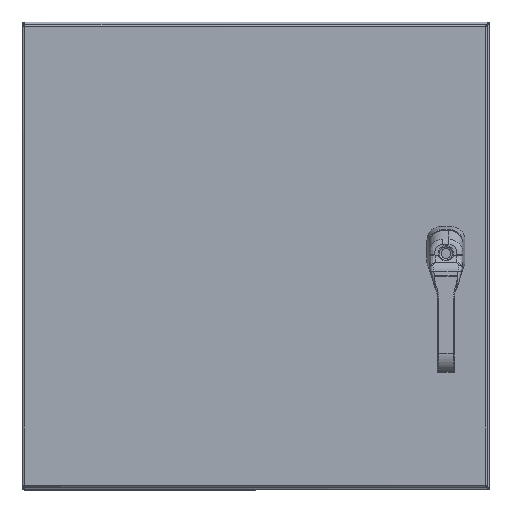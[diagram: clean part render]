
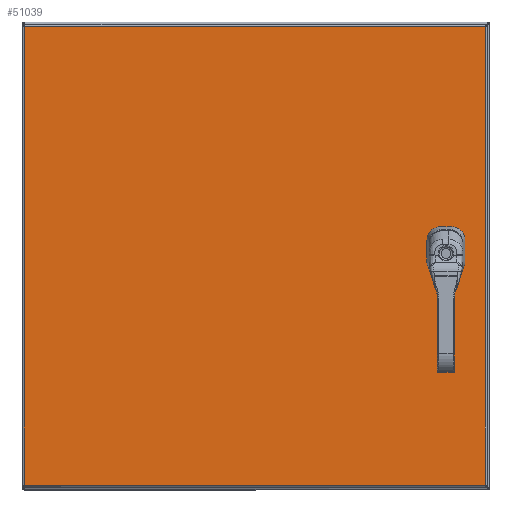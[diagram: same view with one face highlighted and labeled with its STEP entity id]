
A CAD part, top view. The second image highlights one B-rep face of the part: STEP entity #51039.
In plain terms, the highlighted planar face has unit normal (0, 0, 1).
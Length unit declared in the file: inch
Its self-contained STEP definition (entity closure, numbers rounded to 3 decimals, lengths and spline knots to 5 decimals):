
#426 = EDGE_LOOP ( 'NONE', ( #41696, #23503, #72517, #13906, #42215, #35954, #82581, #56951 ) ) ;
#902 = CIRCLE ( 'NONE', #35851, 0.453 ) ;
#3146 = ORIENTED_EDGE ( 'NONE', *, *, #41755, .F. ) ;
#3917 = LINE ( 'NONE', #8120, #33204 ) ;
#5347 = CARTESIAN_POINT ( 'NONE',  ( 22.15, 11.78738, 12.9175 ) ) ;
#7334 = LINE ( 'NONE', #28144, #34275 ) ;
#8120 = CARTESIAN_POINT ( 'NONE',  ( 0.10525, 12., 12.9175 ) ) ;
#8925 = ORIENTED_EDGE ( 'NONE', *, *, #34118, .F. ) ;
#9574 = CIRCLE ( 'NONE', #32546, 0.453 ) ;
#12481 = EDGE_CURVE ( 'NONE', #75480, #20756, #9574, .T. ) ;
#12566 = EDGE_CURVE ( 'NONE', #46026, #63689, #7334, .T. ) ;
#13906 = ORIENTED_EDGE ( 'NONE', *, *, #53172, .F. ) ;
#15956 = CARTESIAN_POINT ( 'NONE',  ( 0.10525, 0.23025, 12.9175 ) ) ;
#15999 = VERTEX_POINT ( 'NONE', #63105 ) ;
#17710 = LINE ( 'NONE', #35354, #77382 ) ;
#17718 = VERTEX_POINT ( 'NONE', #15956 ) ;
#18085 = EDGE_CURVE ( 'NONE', #20756, #36570, #17710, .T. ) ;
#18406 = CARTESIAN_POINT ( 'NONE',  ( 21.96262, 11.6, 12.9175 ) ) ;
#19143 = LINE ( 'NONE', #49559, #79725 ) ;
#20744 = DIRECTION ( 'NONE',  ( -1., 0., 0. ) ) ;
#20756 = VERTEX_POINT ( 'NONE', #50359 ) ;
#22649 = DIRECTION ( 'NONE',  ( -1., 0., 0. ) ) ;
#23503 = ORIENTED_EDGE ( 'NONE', *, *, #12481, .F. ) ;
#25072 = CARTESIAN_POINT ( 'NONE',  ( 22.15, 12.21262, 12.9175 ) ) ;
#27211 = CARTESIAN_POINT ( 'NONE',  ( 11.9375, 23.76975, 12.9175 ) ) ;
#28144 = CARTESIAN_POINT ( 'NONE',  ( 23.76975, 12., 12.9175 ) ) ;
#28977 = CIRCLE ( 'NONE', #59835, 0.453 ) ;
#32546 = AXIS2_PLACEMENT_3D ( 'NONE', #61553, #68752, #83181 ) ;
#33204 = VECTOR ( 'NONE', #50901, 39.37008 ) ;
#34118 = EDGE_CURVE ( 'NONE', #17718, #15999, #3917, .T. ) ;
#34275 = VECTOR ( 'NONE', #43532, 39.37008 ) ;
#34717 = LINE ( 'NONE', #89328, #58438 ) ;
#35354 = CARTESIAN_POINT ( 'NONE',  ( 11.9375, 12.4, 12.9175 ) ) ;
#35402 = VERTEX_POINT ( 'NONE', #46613 ) ;
#35717 = PLANE ( 'NONE',  #78434 ) ;
#35851 = AXIS2_PLACEMENT_3D ( 'NONE', #92586, #50140, #71210 ) ;
#35954 = ORIENTED_EDGE ( 'NONE', *, *, #43778, .F. ) ;
#36570 = VERTEX_POINT ( 'NONE', #81674 ) ;
#37203 = VERTEX_POINT ( 'NONE', #18406 ) ;
#37838 = VERTEX_POINT ( 'NONE', #93150 ) ;
#38333 = VECTOR ( 'NONE', #78442, 39.37008 ) ;
#40682 = CARTESIAN_POINT ( 'NONE',  ( 23.76975, 0.23025, 12.9175 ) ) ;
#41696 = ORIENTED_EDGE ( 'NONE', *, *, #18085, .F. ) ;
#41755 = EDGE_CURVE ( 'NONE', #15999, #46026, #54529, .T. ) ;
#42215 = ORIENTED_EDGE ( 'NONE', *, *, #88916, .F. ) ;
#43532 = DIRECTION ( 'NONE',  ( 0., -1., 0. ) ) ;
#43714 = CARTESIAN_POINT ( 'NONE',  ( 21.75, 12., 12.9175 ) ) ;
#43778 = EDGE_CURVE ( 'NONE', #37838, #52928, #28977, .T. ) ;
#46026 = VERTEX_POINT ( 'NONE', #66894 ) ;
#46613 = CARTESIAN_POINT ( 'NONE',  ( 21.35, 12.21262, 12.9175 ) ) ;
#47238 = CIRCLE ( 'NONE', #88809, 0.453 ) ;
#47623 = EDGE_CURVE ( 'NONE', #35402, #37838, #63545, .T. ) ;
#49559 = CARTESIAN_POINT ( 'NONE',  ( 11.9375, 11.6, 12.9175 ) ) ;
#50140 = DIRECTION ( 'NONE',  ( 0., 0., 1. ) ) ;
#50252 = DIRECTION ( 'NONE',  ( -1., 0., 0. ) ) ;
#50359 = CARTESIAN_POINT ( 'NONE',  ( 21.96262, 12.4, 12.9175 ) ) ;
#50901 = DIRECTION ( 'NONE',  ( 0., 1., 0. ) ) ;
#51004 = DIRECTION ( 'NONE',  ( 0., 0., 1. ) ) ;
#51039 = ADVANCED_FACE ( 'NONE', ( #90309, #71231 ), #35717, .F. ) ;
#52322 = EDGE_CURVE ( 'NONE', #36570, #35402, #47238, .T. ) ;
#52928 = VERTEX_POINT ( 'NONE', #81522 ) ;
#53172 = EDGE_CURVE ( 'NONE', #37203, #62714, #902, .T. ) ;
#54529 = LINE ( 'NONE', #27211, #90472 ) ;
#56002 = DIRECTION ( 'NONE',  ( 0., 0., 1. ) ) ;
#56826 = DIRECTION ( 'NONE',  ( -1., 0., 0. ) ) ;
#56951 = ORIENTED_EDGE ( 'NONE', *, *, #52322, .F. ) ;
#58438 = VECTOR ( 'NONE', #68240, 39.37008 ) ;
#59835 = AXIS2_PLACEMENT_3D ( 'NONE', #77304, #56002, #20744 ) ;
#61553 = CARTESIAN_POINT ( 'NONE',  ( 21.75, 12., 12.9175 ) ) ;
#62714 = VERTEX_POINT ( 'NONE', #5347 ) ;
#63105 = CARTESIAN_POINT ( 'NONE',  ( 0.10525, 23.76975, 12.9175 ) ) ;
#63545 = LINE ( 'NONE', #73464, #90476 ) ;
#63689 = VERTEX_POINT ( 'NONE', #40682 ) ;
#64037 = CARTESIAN_POINT ( 'NONE',  ( 11.9375, 0.23025, 12.9175 ) ) ;
#66894 = CARTESIAN_POINT ( 'NONE',  ( 23.76975, 23.76975, 12.9175 ) ) ;
#68240 = DIRECTION ( 'NONE',  ( 0., 1., 0. ) ) ;
#68634 = EDGE_CURVE ( 'NONE', #62714, #75480, #34717, .T. ) ;
#68752 = DIRECTION ( 'NONE',  ( 0., 0., 1. ) ) ;
#69364 = EDGE_CURVE ( 'NONE', #63689, #17718, #73280, .T. ) ;
#71210 = DIRECTION ( 'NONE',  ( -1., 0., 0. ) ) ;
#71231 = FACE_OUTER_BOUND ( 'NONE', #92038, .T. ) ;
#72517 = ORIENTED_EDGE ( 'NONE', *, *, #68634, .F. ) ;
#73280 = LINE ( 'NONE', #64037, #38333 ) ;
#73464 = CARTESIAN_POINT ( 'NONE',  ( 21.35, 12., 12.9175 ) ) ;
#75480 = VERTEX_POINT ( 'NONE', #25072 ) ;
#77304 = CARTESIAN_POINT ( 'NONE',  ( 21.75, 12., 12.9175 ) ) ;
#77382 = VECTOR ( 'NONE', #56826, 39.37008 ) ;
#77507 = DIRECTION ( 'NONE',  ( 1., 0., 0. ) ) ;
#78434 = AXIS2_PLACEMENT_3D ( 'NONE', #79128, #86077, #50252 ) ;
#78442 = DIRECTION ( 'NONE',  ( -1., 0., 0. ) ) ;
#79128 = CARTESIAN_POINT ( 'NONE',  ( 11.9375, 12., 12.9175 ) ) ;
#79725 = VECTOR ( 'NONE', #92339, 39.37008 ) ;
#81522 = CARTESIAN_POINT ( 'NONE',  ( 21.53738, 11.6, 12.9175 ) ) ;
#81674 = CARTESIAN_POINT ( 'NONE',  ( 21.53738, 12.4, 12.9175 ) ) ;
#82581 = ORIENTED_EDGE ( 'NONE', *, *, #47623, .F. ) ;
#82653 = ORIENTED_EDGE ( 'NONE', *, *, #69364, .F. ) ;
#83181 = DIRECTION ( 'NONE',  ( -1., 0., 0. ) ) ;
#83289 = ORIENTED_EDGE ( 'NONE', *, *, #12566, .F. ) ;
#86077 = DIRECTION ( 'NONE',  ( 0., 0., -1. ) ) ;
#87938 = DIRECTION ( 'NONE',  ( 0., -1., 0. ) ) ;
#88809 = AXIS2_PLACEMENT_3D ( 'NONE', #43714, #51004, #22649 ) ;
#88916 = EDGE_CURVE ( 'NONE', #52928, #37203, #19143, .T. ) ;
#89328 = CARTESIAN_POINT ( 'NONE',  ( 22.15, 12., 12.9175 ) ) ;
#90309 = FACE_BOUND ( 'NONE', #426, .T. ) ;
#90472 = VECTOR ( 'NONE', #77507, 39.37008 ) ;
#90476 = VECTOR ( 'NONE', #87938, 39.37008 ) ;
#92038 = EDGE_LOOP ( 'NONE', ( #82653, #83289, #3146, #8925 ) ) ;
#92339 = DIRECTION ( 'NONE',  ( 1., 0., 0. ) ) ;
#92586 = CARTESIAN_POINT ( 'NONE',  ( 21.75, 12., 12.9175 ) ) ;
#93150 = CARTESIAN_POINT ( 'NONE',  ( 21.35, 11.78738, 12.9175 ) ) ;
